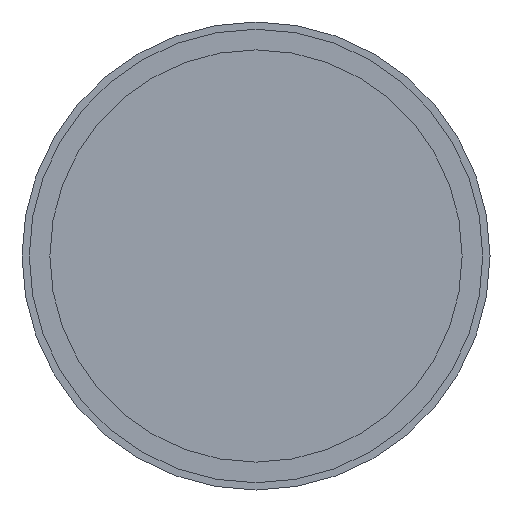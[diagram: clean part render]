
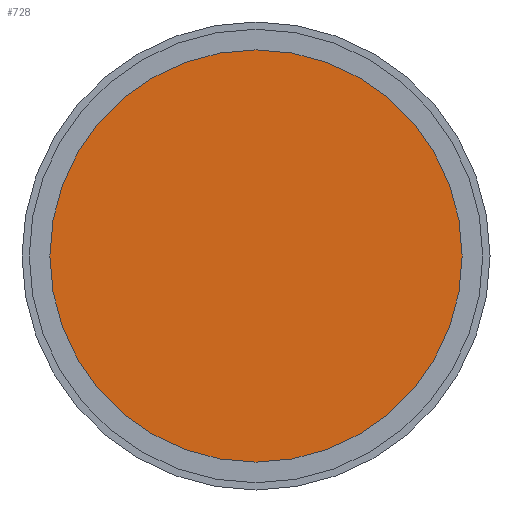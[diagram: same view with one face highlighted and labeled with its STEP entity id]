
A CAD part, left-side view. The second image highlights one B-rep face of the part: STEP entity #728.
In plain terms, the highlighted planar face has unit normal (-1, 0, 0).
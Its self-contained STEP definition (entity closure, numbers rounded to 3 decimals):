
#193=CARTESIAN_POINT('',(0.075,0.,0.));
#194=DIRECTION('',(-1.,0.,0.));
#195=DIRECTION('',(0.,0.,1.));
#196=AXIS2_PLACEMENT_3D('',#193,#194,#195);
#198=CARTESIAN_POINT('',(0.075,0.,0.));
#199=DIRECTION('',(-1.,0.,0.));
#200=DIRECTION('',(0.,0.,-1.));
#201=AXIS2_PLACEMENT_3D('',#198,#199,#200);
#203=CARTESIAN_POINT('',(0.075,0.,18.5));
#205=VERTEX_POINT('',#203);
#207=CARTESIAN_POINT('',(0.075,0.,-18.5));
#208=VERTEX_POINT('',#207);
#719=CARTESIAN_POINT('',(0.075,0.,0.));
#720=DIRECTION('',(1.,0.,0.));
#721=DIRECTION('',(0.,0.,1.));
#722=AXIS2_PLACEMENT_3D('',#719,#720,#721);
#723=PLANE('',#722);
#724=ORIENTED_EDGE('',*,*,#283,.F.);
#725=ORIENTED_EDGE('',*,*,#258,.F.);
#726=EDGE_LOOP('',(#724,#725));
#727=FACE_OUTER_BOUND('',#726,.F.);
#728=ADVANCED_FACE('',(#727),#723,.F.);
#197=CIRCLE('',#196,18.5);
#202=CIRCLE('',#201,18.5);
#258=EDGE_CURVE('',#208,#205,#202,.T.);
#283=EDGE_CURVE('',#205,#208,#197,.T.);
